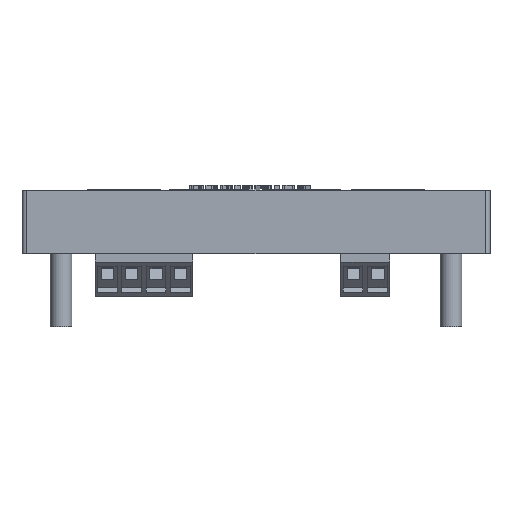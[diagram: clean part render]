
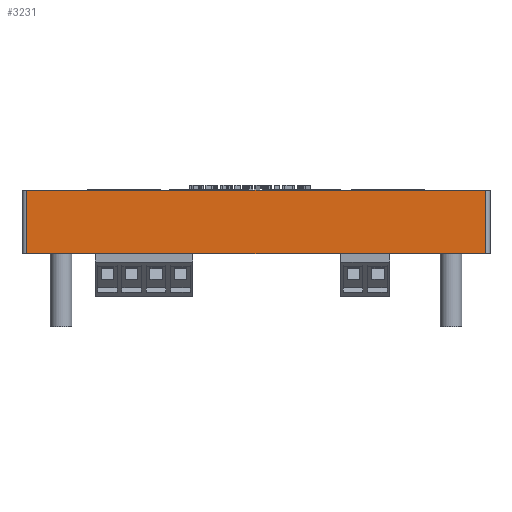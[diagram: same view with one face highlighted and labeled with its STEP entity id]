
A CAD part, front view. The second image highlights one B-rep face of the part: STEP entity #3231.
In plain terms, the highlighted planar face has unit normal (0, -1, 0).
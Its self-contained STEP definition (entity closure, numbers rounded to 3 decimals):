
#3231=ADVANCED_FACE('',(#7540),#7542,.T.);
#7540=FACE_BOUND('',#7541,.T.);
#7541=EDGE_LOOP('',(#10852,#10853,#10854,#10855));
#7542=PLANE('',#7543);
#7543=AXIS2_PLACEMENT_3D('',#7544,#7545,#7546);
#7544=CARTESIAN_POINT('',(0.,0.,0.));
#7545=DIRECTION('',(0.,-1.,0.));
#7546=DIRECTION('',(1.,0.,0.));
#10852=ORIENTED_EDGE('',*,*,#13156,.F.);
#10853=ORIENTED_EDGE('',*,*,#13157,.T.);
#10854=ORIENTED_EDGE('',*,*,#13158,.T.);
#10855=ORIENTED_EDGE('',*,*,#12147,.F.);
#12147=EDGE_CURVE('',#13716,#13719,#13720,.T.);
#13156=EDGE_CURVE('',#15387,#13716,#15389,.T.);
#13157=EDGE_CURVE('',#15387,#15390,#15391,.T.);
#13158=EDGE_CURVE('',#15390,#13719,#15392,.T.);
#13716=VERTEX_POINT('',#16393);
#13719=VERTEX_POINT('',#16399);
#13720=LINE('',#16400,#16401);
#15387=VERTEX_POINT('',#20576);
#15389=LINE('',#20581,#20582);
#15390=VERTEX_POINT('',#20584);
#15391=LINE('',#20585,#20586);
#15392=LINE('',#20588,#20589);
#16393=CARTESIAN_POINT('',(1.,0.,13.));
#16399=CARTESIAN_POINT('',(95.,0.,13.));
#16400=CARTESIAN_POINT('',(1.,0.,13.));
#16401=VECTOR('',#16402,1.);
#16402=DIRECTION('',(1.,0.,0.));
#20576=CARTESIAN_POINT('',(1.,0.,0.));
#20581=CARTESIAN_POINT('',(1.,0.,0.));
#20582=VECTOR('',#20583,1.);
#20583=DIRECTION('',(0.,0.,1.));
#20584=CARTESIAN_POINT('',(95.,0.,0.));
#20585=CARTESIAN_POINT('',(1.,0.,0.));
#20586=VECTOR('',#20587,1.);
#20587=DIRECTION('',(1.,0.,0.));
#20588=CARTESIAN_POINT('',(95.,0.,0.));
#20589=VECTOR('',#20590,1.);
#20590=DIRECTION('',(0.,0.,1.));
